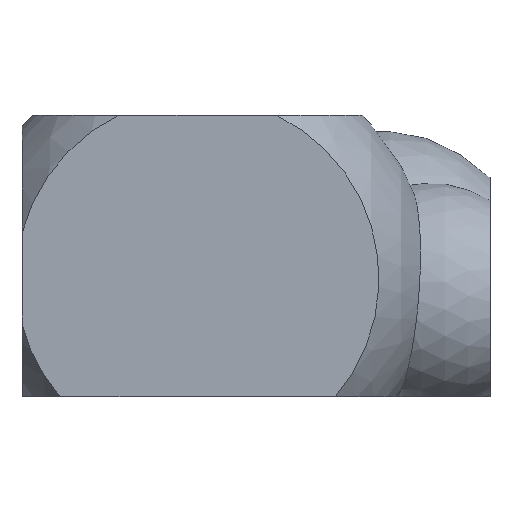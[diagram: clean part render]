
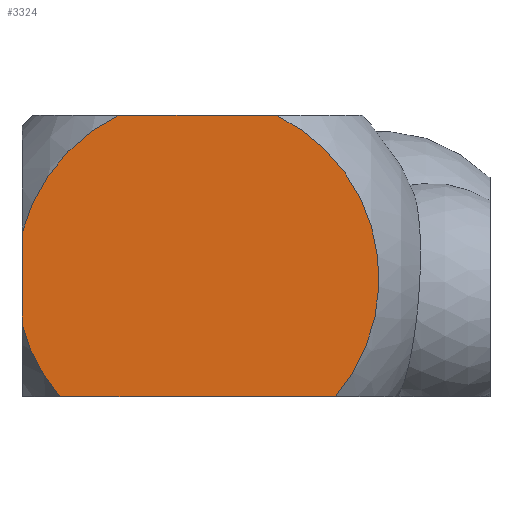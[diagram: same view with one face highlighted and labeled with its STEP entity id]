
A CAD part, front view. The second image highlights one B-rep face of the part: STEP entity #3324.
In plain terms, the highlighted planar face has unit normal (0, -1, 0).
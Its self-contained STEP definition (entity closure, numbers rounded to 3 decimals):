
#587 = SPHERICAL_SURFACE('',#588,0.389);
#588 = AXIS2_PLACEMENT_3D('',#589,#590,#591);
#589 = CARTESIAN_POINT('',(0.421,0.401,0.256)
  );
#590 = DIRECTION('',(1.,0.,0.));
#591 = DIRECTION('',(0.,0.,-1.));
#1500 = PLANE('',#1501);
#1501 = AXIS2_PLACEMENT_3D('',#1502,#1503,#1504);
#1502 = CARTESIAN_POINT('',(0.518,0.566,0.058));
#1503 = DIRECTION('',(0.,0.,1.));
#1504 = DIRECTION('',(1.,0.,0.));
#1819 = VERTEX_POINT('',#1820);
#1820 = CARTESIAN_POINT('',(0.651,0.159,0.058));
#2042 = VERTEX_POINT('',#2043);
#2043 = CARTESIAN_POINT('',(0.553,0.159,0.529));
#2111 = PLANE('',#2112);
#2112 = AXIS2_PLACEMENT_3D('',#2113,#2114,#2115);
#2113 = CARTESIAN_POINT('',(0.518,0.566,0.529));
#2114 = DIRECTION('',(0.,0.,1.));
#2115 = DIRECTION('',(1.,0.,0.));
#2123 = EDGE_CURVE('',#2042,#1819,#2124,.T.);
#2124 = SURFACE_CURVE('',#2125,(#2130,#2160),.PCURVE_S1.);
#2125 = CIRCLE('',#2126,0.303);
#2126 = AXIS2_PLACEMENT_3D('',#2127,#2128,#2129);
#2127 = CARTESIAN_POINT('',(0.421,0.159,0.256));
#2128 = DIRECTION('',(0.,1.,0.));
#2129 = DIRECTION('',(0.,0.,1.));
#2130 = PCURVE('',#587,#2131);
#2131 = DEFINITIONAL_REPRESENTATION('',(#2132),#2159);
#2132 = B_SPLINE_CURVE_WITH_KNOTS('',7,(#2133,#2134,#2135,#2136,#2137,
    #2138,#2139,#2140,#2141,#2142,#2143,#2144,#2145,#2146,#2147,#2148,
    #2149,#2150,#2151,#2152,#2153,#2154,#2155,#2156,#2157,#2158),
  .UNSPECIFIED.,.F.,.F.,(8,6,6,6,8),(0.45,0.907,
    1.251,1.765,2.28),.UNSPECIFIED.);
#2133 = CARTESIAN_POINT('',(3.868,0.347));
#2134 = CARTESIAN_POINT('',(3.884,0.395));
#2135 = CARTESIAN_POINT('',(3.902,0.443));
#2136 = CARTESIAN_POINT('',(3.925,0.491));
#2137 = CARTESIAN_POINT('',(3.951,0.536));
#2138 = CARTESIAN_POINT('',(3.981,0.581));
#2139 = CARTESIAN_POINT('',(4.016,0.623));
#2140 = CARTESIAN_POINT('',(4.087,0.693));
#2141 = CARTESIAN_POINT('',(4.12,0.721));
#2142 = CARTESIAN_POINT('',(4.157,0.748));
#2143 = CARTESIAN_POINT('',(4.196,0.773));
#2144 = CARTESIAN_POINT('',(4.24,0.796));
#2145 = CARTESIAN_POINT('',(4.287,0.817));
#2146 = CARTESIAN_POINT('',(4.413,0.862));
#2147 = CARTESIAN_POINT('',(4.496,0.883));
#2148 = CARTESIAN_POINT('',(4.585,0.897));
#2149 = CARTESIAN_POINT('',(4.679,0.903));
#2150 = CARTESIAN_POINT('',(4.773,0.9));
#2151 = CARTESIAN_POINT('',(4.864,0.89));
#2152 = CARTESIAN_POINT('',(5.034,0.856));
#2153 = CARTESIAN_POINT('',(5.114,0.831));
#2154 = CARTESIAN_POINT('',(5.186,0.801));
#2155 = CARTESIAN_POINT('',(5.25,0.765));
#2156 = CARTESIAN_POINT('',(5.305,0.724));
#2157 = CARTESIAN_POINT('',(5.354,0.681));
#2158 = CARTESIAN_POINT('',(5.396,0.634));
#2159 = ( GEOMETRIC_REPRESENTATION_CONTEXT(2) 
PARAMETRIC_REPRESENTATION_CONTEXT() REPRESENTATION_CONTEXT('2D SPACE',''
  ) );
#2160 = PCURVE('',#2161,#2166);
#2161 = PLANE('',#2162);
#2162 = AXIS2_PLACEMENT_3D('',#2163,#2164,#2165);
#2163 = CARTESIAN_POINT('',(0.127,0.159,0.058));
#2164 = DIRECTION('',(0.,1.,0.));
#2165 = DIRECTION('',(1.,0.,0.));
#2166 = DEFINITIONAL_REPRESENTATION('',(#2167),#2171);
#2167 = CIRCLE('',#2168,0.303);
#2168 = AXIS2_PLACEMENT_2D('',#2169,#2170);
#2169 = CARTESIAN_POINT('',(0.294,-0.198));
#2170 = DIRECTION('',(0.,-1.));
#2171 = ( GEOMETRIC_REPRESENTATION_CONTEXT(2) 
PARAMETRIC_REPRESENTATION_CONTEXT() REPRESENTATION_CONTEXT('2D SPACE',''
  ) );
#2462 = SPHERICAL_SURFACE('',#2463,0.389);
#2463 = AXIS2_PLACEMENT_3D('',#2464,#2465,#2466);
#2464 = CARTESIAN_POINT('',(0.421,0.401,0.256
    ));
#2465 = DIRECTION('',(1.,0.,0.));
#2466 = DIRECTION('',(0.,0.,-1.));
#2954 = PLANE('',#2955);
#2955 = AXIS2_PLACEMENT_3D('',#2956,#2957,#2958);
#2956 = CARTESIAN_POINT('',(0.127,0.973,0.058));
#2957 = DIRECTION('',(1.,0.,0.));
#2958 = DIRECTION('',(0.,-1.,0.));
#2967 = VERTEX_POINT('',#2968);
#2968 = CARTESIAN_POINT('',(0.19,0.159,0.058));
#2983 = SPHERICAL_SURFACE('',#2984,0.389);
#2984 = AXIS2_PLACEMENT_3D('',#2985,#2986,#2987);
#2985 = CARTESIAN_POINT('',(0.421,0.401,0.256
    ));
#2986 = DIRECTION('',(1.,0.,0.));
#2987 = DIRECTION('',(0.,0.,-1.));
#2999 = EDGE_CURVE('',#2967,#1819,#3000,.T.);
#3000 = SURFACE_CURVE('',#3001,(#3005,#3012),.PCURVE_S1.);
#3001 = LINE('',#3002,#3003);
#3002 = CARTESIAN_POINT('',(0.127,0.159,0.058));
#3003 = VECTOR('',#3004,1.);
#3004 = DIRECTION('',(1.,0.,0.));
#3005 = PCURVE('',#1500,#3006);
#3006 = DEFINITIONAL_REPRESENTATION('',(#3007),#3011);
#3007 = LINE('',#3008,#3009);
#3008 = CARTESIAN_POINT('',(-0.391,-0.407));
#3009 = VECTOR('',#3010,1.);
#3010 = DIRECTION('',(1.,0.));
#3011 = ( GEOMETRIC_REPRESENTATION_CONTEXT(2) 
PARAMETRIC_REPRESENTATION_CONTEXT() REPRESENTATION_CONTEXT('2D SPACE',''
  ) );
#3012 = PCURVE('',#2161,#3013);
#3013 = DEFINITIONAL_REPRESENTATION('',(#3014),#3018);
#3014 = LINE('',#3015,#3016);
#3015 = CARTESIAN_POINT('',(0.,0.));
#3016 = VECTOR('',#3017,1.);
#3017 = DIRECTION('',(1.,0.));
#3018 = ( GEOMETRIC_REPRESENTATION_CONTEXT(2) 
PARAMETRIC_REPRESENTATION_CONTEXT() REPRESENTATION_CONTEXT('2D SPACE',''
  ) );
#3324 = ADVANCED_FACE('',(#3325),#2161,.F.);
#3325 = FACE_BOUND('',#3326,.F.);
#3326 = EDGE_LOOP('',(#3327,#3356,#3379,#3412,#3433,#3434));
#3327 = ORIENTED_EDGE('',*,*,#3328,.T.);
#3328 = EDGE_CURVE('',#2967,#3329,#3331,.T.);
#3329 = VERTEX_POINT('',#3330);
#3330 = CARTESIAN_POINT('',(0.127,0.159,0.18));
#3331 = SURFACE_CURVE('',#3332,(#3337,#3344),.PCURVE_S1.);
#3332 = CIRCLE('',#3333,0.303);
#3333 = AXIS2_PLACEMENT_3D('',#3334,#3335,#3336);
#3334 = CARTESIAN_POINT('',(0.421,0.159,0.256));
#3335 = DIRECTION('',(0.,1.,0.));
#3336 = DIRECTION('',(0.,0.,1.));
#3337 = PCURVE('',#2161,#3338);
#3338 = DEFINITIONAL_REPRESENTATION('',(#3339),#3343);
#3339 = CIRCLE('',#3340,0.303);
#3340 = AXIS2_PLACEMENT_2D('',#3341,#3342);
#3341 = CARTESIAN_POINT('',(0.294,-0.198));
#3342 = DIRECTION('',(0.,-1.));
#3343 = ( GEOMETRIC_REPRESENTATION_CONTEXT(2) 
PARAMETRIC_REPRESENTATION_CONTEXT() REPRESENTATION_CONTEXT('2D SPACE',''
  ) );
#3344 = PCURVE('',#2983,#3345);
#3345 = DEFINITIONAL_REPRESENTATION('',(#3346),#3355);
#3346 = B_SPLINE_CURVE_WITH_KNOTS('',7,(#3347,#3348,#3349,#3350,#3351,
    #3352,#3353,#3354),.UNSPECIFIED.,.F.,.F.,(8,8),(4.003,
    4.459),.PIECEWISE_BEZIER_KNOTS.);
#3347 = CARTESIAN_POINT('',(5.396,-0.634));
#3348 = CARTESIAN_POINT('',(5.358,-0.676));
#3349 = CARTESIAN_POINT('',(5.316,-0.714));
#3350 = CARTESIAN_POINT('',(5.268,-0.751));
#3351 = CARTESIAN_POINT('',(5.215,-0.784));
#3352 = CARTESIAN_POINT('',(5.154,-0.813));
#3353 = CARTESIAN_POINT('',(5.088,-0.838));
#3354 = CARTESIAN_POINT('',(5.016,-0.857));
#3355 = ( GEOMETRIC_REPRESENTATION_CONTEXT(2) 
PARAMETRIC_REPRESENTATION_CONTEXT() REPRESENTATION_CONTEXT('2D SPACE',''
  ) );
#3356 = ORIENTED_EDGE('',*,*,#3357,.T.);
#3357 = EDGE_CURVE('',#3329,#3358,#3360,.T.);
#3358 = VERTEX_POINT('',#3359);
#3359 = CARTESIAN_POINT('',(0.127,0.159,0.332));
#3360 = SURFACE_CURVE('',#3361,(#3365,#3372),.PCURVE_S1.);
#3361 = LINE('',#3362,#3363);
#3362 = CARTESIAN_POINT('',(0.127,0.159,0.058));
#3363 = VECTOR('',#3364,1.);
#3364 = DIRECTION('',(0.,0.,1.));
#3365 = PCURVE('',#2161,#3366);
#3366 = DEFINITIONAL_REPRESENTATION('',(#3367),#3371);
#3367 = LINE('',#3368,#3369);
#3368 = CARTESIAN_POINT('',(0.,0.));
#3369 = VECTOR('',#3370,1.);
#3370 = DIRECTION('',(0.,-1.));
#3371 = ( GEOMETRIC_REPRESENTATION_CONTEXT(2) 
PARAMETRIC_REPRESENTATION_CONTEXT() REPRESENTATION_CONTEXT('2D SPACE',''
  ) );
#3372 = PCURVE('',#2954,#3373);
#3373 = DEFINITIONAL_REPRESENTATION('',(#3374),#3378);
#3374 = LINE('',#3375,#3376);
#3375 = CARTESIAN_POINT('',(0.815,0.));
#3376 = VECTOR('',#3377,1.);
#3377 = DIRECTION('',(0.,-1.));
#3378 = ( GEOMETRIC_REPRESENTATION_CONTEXT(2) 
PARAMETRIC_REPRESENTATION_CONTEXT() REPRESENTATION_CONTEXT('2D SPACE',''
  ) );
#3379 = ORIENTED_EDGE('',*,*,#3380,.T.);
#3380 = EDGE_CURVE('',#3358,#3381,#3383,.T.);
#3381 = VERTEX_POINT('',#3382);
#3382 = CARTESIAN_POINT('',(0.289,0.159,0.529));
#3383 = SURFACE_CURVE('',#3384,(#3389,#3396),.PCURVE_S1.);
#3384 = CIRCLE('',#3385,0.303);
#3385 = AXIS2_PLACEMENT_3D('',#3386,#3387,#3388);
#3386 = CARTESIAN_POINT('',(0.421,0.159,0.256));
#3387 = DIRECTION('',(0.,1.,0.));
#3388 = DIRECTION('',(0.,0.,1.));
#3389 = PCURVE('',#2161,#3390);
#3390 = DEFINITIONAL_REPRESENTATION('',(#3391),#3395);
#3391 = CIRCLE('',#3392,0.303);
#3392 = AXIS2_PLACEMENT_2D('',#3393,#3394);
#3393 = CARTESIAN_POINT('',(0.294,-0.198));
#3394 = DIRECTION('',(0.,-1.));
#3395 = ( GEOMETRIC_REPRESENTATION_CONTEXT(2) 
PARAMETRIC_REPRESENTATION_CONTEXT() REPRESENTATION_CONTEXT('2D SPACE',''
  ) );
#3396 = PCURVE('',#2462,#3397);
#3397 = DEFINITIONAL_REPRESENTATION('',(#3398),#3411);
#3398 = B_SPLINE_CURVE_WITH_KNOTS('',6,(#3399,#3400,#3401,#3402,#3403,
    #3404,#3405,#3406,#3407,#3408,#3409,#3410),.UNSPECIFIED.,.F.,.F.,(7,
    5,7),(4.966,5.399,5.833),.UNSPECIFIED.);
#3399 = CARTESIAN_POINT('',(4.409,-0.857));
#3400 = CARTESIAN_POINT('',(4.329,-0.836));
#3401 = CARTESIAN_POINT('',(4.256,-0.807));
#3402 = CARTESIAN_POINT('',(4.191,-0.773));
#3403 = CARTESIAN_POINT('',(4.134,-0.735));
#3404 = CARTESIAN_POINT('',(4.085,-0.693));
#3405 = CARTESIAN_POINT('',(3.999,-0.603));
#3406 = CARTESIAN_POINT('',(3.963,-0.555));
#3407 = CARTESIAN_POINT('',(3.932,-0.505));
#3408 = CARTESIAN_POINT('',(3.907,-0.454));
#3409 = CARTESIAN_POINT('',(3.885,-0.401));
#3410 = CARTESIAN_POINT('',(3.868,-0.347));
#3411 = ( GEOMETRIC_REPRESENTATION_CONTEXT(2) 
PARAMETRIC_REPRESENTATION_CONTEXT() REPRESENTATION_CONTEXT('2D SPACE',''
  ) );
#3412 = ORIENTED_EDGE('',*,*,#3413,.T.);
#3413 = EDGE_CURVE('',#3381,#2042,#3414,.T.);
#3414 = SURFACE_CURVE('',#3415,(#3419,#3426),.PCURVE_S1.);
#3415 = LINE('',#3416,#3417);
#3416 = CARTESIAN_POINT('',(0.127,0.159,0.529));
#3417 = VECTOR('',#3418,1.);
#3418 = DIRECTION('',(1.,0.,0.));
#3419 = PCURVE('',#2161,#3420);
#3420 = DEFINITIONAL_REPRESENTATION('',(#3421),#3425);
#3421 = LINE('',#3422,#3423);
#3422 = CARTESIAN_POINT('',(0.,-0.471));
#3423 = VECTOR('',#3424,1.);
#3424 = DIRECTION('',(1.,0.));
#3425 = ( GEOMETRIC_REPRESENTATION_CONTEXT(2) 
PARAMETRIC_REPRESENTATION_CONTEXT() REPRESENTATION_CONTEXT('2D SPACE',''
  ) );
#3426 = PCURVE('',#2111,#3427);
#3427 = DEFINITIONAL_REPRESENTATION('',(#3428),#3432);
#3428 = LINE('',#3429,#3430);
#3429 = CARTESIAN_POINT('',(-0.391,-0.407));
#3430 = VECTOR('',#3431,1.);
#3431 = DIRECTION('',(1.,0.));
#3432 = ( GEOMETRIC_REPRESENTATION_CONTEXT(2) 
PARAMETRIC_REPRESENTATION_CONTEXT() REPRESENTATION_CONTEXT('2D SPACE',''
  ) );
#3433 = ORIENTED_EDGE('',*,*,#2123,.T.);
#3434 = ORIENTED_EDGE('',*,*,#2999,.F.);
